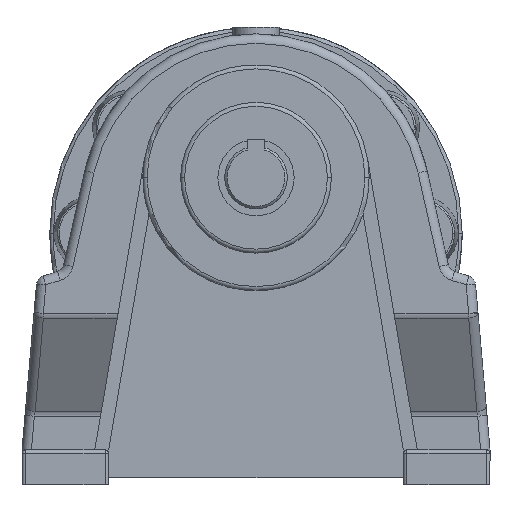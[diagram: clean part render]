
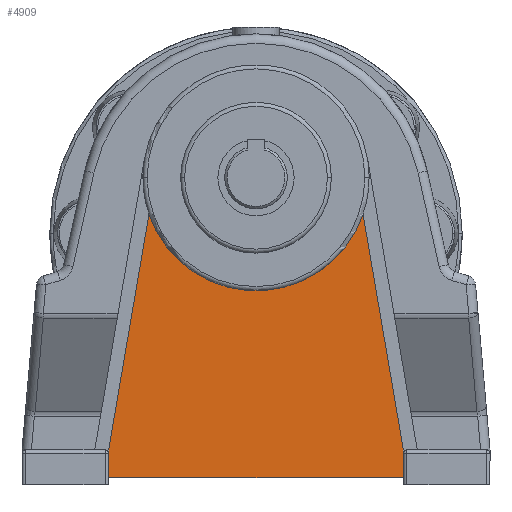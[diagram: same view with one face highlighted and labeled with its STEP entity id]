
A CAD part, top view. The second image highlights one B-rep face of the part: STEP entity #4909.
In plain terms, the highlighted planar face has unit normal (0, 0, 1).
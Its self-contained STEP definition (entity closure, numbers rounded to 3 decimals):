
#26 = DIRECTION ( 'NONE',  ( 0., -1., 0. ) ) ;
#58 = VECTOR ( 'NONE', #1484, 1000. ) ;
#212 = CARTESIAN_POINT ( 'NONE',  ( -42.5, -86.5, -6.519 ) ) ;
#336 = LINE ( 'NONE', #212, #7596 ) ;
#364 = DIRECTION ( 'NONE',  ( 1., 0., 0. ) ) ;
#918 = EDGE_CURVE ( 'NONE', #5666, #4509, #3883, .T. ) ;
#1008 = AXIS2_PLACEMENT_3D ( 'NONE', #1596, #3322, #364 ) ;
#1123 = CIRCLE ( 'NONE', #1008, 32.625 ) ;
#1170 = PLANE ( 'NONE',  #7492 ) ;
#1204 = EDGE_LOOP ( 'NONE', ( #5269, #2338, #1879, #6450, #7611, #7551 ) ) ;
#1484 = DIRECTION ( 'NONE',  ( -0.168, 0.986, 0. ) ) ;
#1532 = VECTOR ( 'NONE', #26, 1000. ) ;
#1596 = CARTESIAN_POINT ( 'NONE',  ( 0., 0., -6.519 ) ) ;
#1600 = EDGE_CURVE ( 'NONE', #3831, #3706, #4682, .T. ) ;
#1687 = LINE ( 'NONE', #2726, #3462 ) ;
#1879 = ORIENTED_EDGE ( 'NONE', *, *, #6732, .T. ) ;
#1994 = EDGE_CURVE ( 'NONE', #4509, #6380, #336, .T. ) ;
#2052 = CARTESIAN_POINT ( 'NONE',  ( -42.5, -86.5, -6.519 ) ) ;
#2338 = ORIENTED_EDGE ( 'NONE', *, *, #1994, .T. ) ;
#2726 = CARTESIAN_POINT ( 'NONE',  ( -30.89, -10.499, -6.519 ) ) ;
#2906 = CARTESIAN_POINT ( 'NONE',  ( 42.5, -86.5, -6.519 ) ) ;
#3146 = DIRECTION ( 'NONE',  ( 1., 0., 0. ) ) ;
#3322 = DIRECTION ( 'NONE',  ( 0., 0., -1. ) ) ;
#3338 = EDGE_CURVE ( 'NONE', #5025, #5666, #1687, .T. ) ;
#3430 = DIRECTION ( 'NONE',  ( 0., 1., 0. ) ) ;
#3462 = VECTOR ( 'NONE', #6114, 1000. ) ;
#3580 = CARTESIAN_POINT ( 'NONE',  ( -42.5, -78.5, -6.519 ) ) ;
#3641 = FACE_OUTER_BOUND ( 'NONE', #1204, .T. ) ;
#3706 = VERTEX_POINT ( 'NONE', #5046 ) ;
#3831 = VERTEX_POINT ( 'NONE', #6983 ) ;
#3845 = CARTESIAN_POINT ( 'NONE',  ( -42.5, -78.5, -6.519 ) ) ;
#3883 = LINE ( 'NONE', #3580, #1532 ) ;
#4249 = LINE ( 'NONE', #5233, #6328 ) ;
#4509 = VERTEX_POINT ( 'NONE', #2052 ) ;
#4682 = LINE ( 'NONE', #5393, #58 ) ;
#4909 = ADVANCED_FACE ( 'NONE', ( #3641 ), #1170, .T. ) ;
#5025 = VERTEX_POINT ( 'NONE', #6625 ) ;
#5046 = CARTESIAN_POINT ( 'NONE',  ( 30.89, -10.499, -6.519 ) ) ;
#5233 = CARTESIAN_POINT ( 'NONE',  ( 42.5, -86.5, -6.519 ) ) ;
#5269 = ORIENTED_EDGE ( 'NONE', *, *, #918, .T. ) ;
#5393 = CARTESIAN_POINT ( 'NONE',  ( 42.5, -78.5, -6.519 ) ) ;
#5666 = VERTEX_POINT ( 'NONE', #3845 ) ;
#5913 = CARTESIAN_POINT ( 'NONE',  ( 0., 0., -6.519 ) ) ;
#6114 = DIRECTION ( 'NONE',  ( -0.168, -0.986, 0. ) ) ;
#6328 = VECTOR ( 'NONE', #3430, 1000. ) ;
#6341 = EDGE_CURVE ( 'NONE', #3706, #5025, #1123, .T. ) ;
#6380 = VERTEX_POINT ( 'NONE', #2906 ) ;
#6450 = ORIENTED_EDGE ( 'NONE', *, *, #1600, .T. ) ;
#6451 = DIRECTION ( 'NONE',  ( 1., 0., 0. ) ) ;
#6625 = CARTESIAN_POINT ( 'NONE',  ( -30.89, -10.499, -6.519 ) ) ;
#6732 = EDGE_CURVE ( 'NONE', #6380, #3831, #4249, .T. ) ;
#6983 = CARTESIAN_POINT ( 'NONE',  ( 42.5, -78.5, -6.519 ) ) ;
#7492 = AXIS2_PLACEMENT_3D ( 'NONE', #5913, #7562, #6451 ) ;
#7551 = ORIENTED_EDGE ( 'NONE', *, *, #3338, .T. ) ;
#7562 = DIRECTION ( 'NONE',  ( 0., 0., 1. ) ) ;
#7596 = VECTOR ( 'NONE', #3146, 1000. ) ;
#7611 = ORIENTED_EDGE ( 'NONE', *, *, #6341, .T. ) ;
